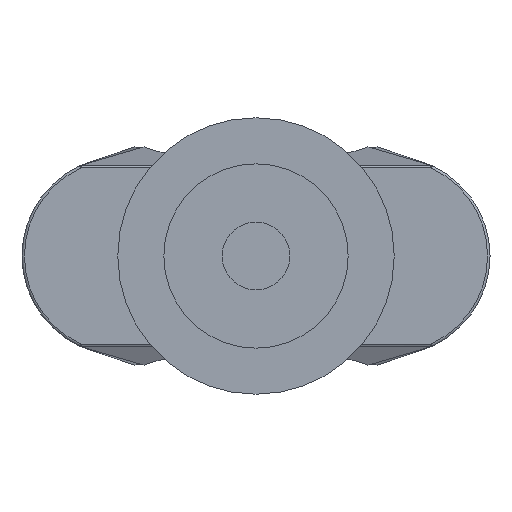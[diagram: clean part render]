
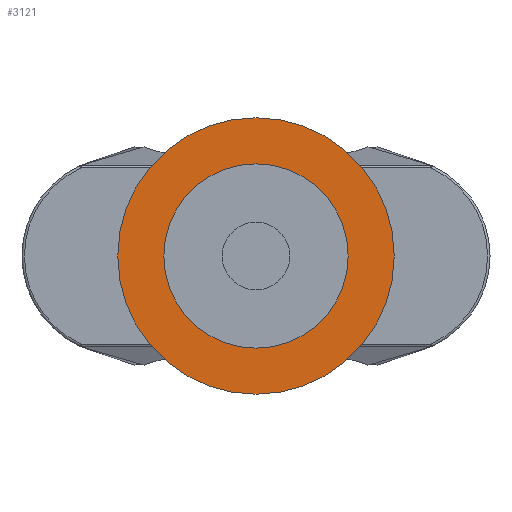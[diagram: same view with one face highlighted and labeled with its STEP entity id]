
A CAD part, front view. The second image highlights one B-rep face of the part: STEP entity #3121.
In plain terms, the highlighted planar face has unit normal (0, -1, 0).
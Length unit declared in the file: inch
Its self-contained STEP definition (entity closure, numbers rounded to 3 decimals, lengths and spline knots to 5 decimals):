
#191 = DIRECTION ( 'NONE',  ( 0., 1., 0. ) ) ;
#220 = EDGE_LOOP ( 'NONE', ( #2152, #401 ) ) ;
#243 = CIRCLE ( 'NONE', #1102, 0.38 ) ;
#397 = AXIS2_PLACEMENT_3D ( 'NONE', #2945, #5268, #2094 ) ;
#401 = ORIENTED_EDGE ( 'NONE', *, *, #732, .F. ) ;
#458 = CARTESIAN_POINT ( 'NONE',  ( -0.38, -1.27748, 0. ) ) ;
#701 = DIRECTION ( 'NONE',  ( 0., -1., 0. ) ) ;
#723 = VERTEX_POINT ( 'NONE', #5607 ) ;
#732 = EDGE_CURVE ( 'NONE', #1925, #723, #2295, .T. ) ;
#858 = FACE_BOUND ( 'NONE', #5595, .T. ) ;
#925 = AXIS2_PLACEMENT_3D ( 'NONE', #5305, #701, #2084 ) ;
#1040 = DIRECTION ( 'NONE',  ( -1., 0., 0. ) ) ;
#1057 = ORIENTED_EDGE ( 'NONE', *, *, #5628, .T. ) ;
#1102 = AXIS2_PLACEMENT_3D ( 'NONE', #3249, #1924, #1040 ) ;
#1145 = VERTEX_POINT ( 'NONE', #1499 ) ;
#1338 = CARTESIAN_POINT ( 'NONE',  ( 0.57, -1.27748, 0. ) ) ;
#1499 = CARTESIAN_POINT ( 'NONE',  ( 0.38, -1.27748, 0. ) ) ;
#1702 = DIRECTION ( 'NONE',  ( -1., 0., 0. ) ) ;
#1924 = DIRECTION ( 'NONE',  ( 0., 1., 0. ) ) ;
#1925 = VERTEX_POINT ( 'NONE', #1338 ) ;
#2084 = DIRECTION ( 'NONE',  ( 1., 0., 0. ) ) ;
#2094 = DIRECTION ( 'NONE',  ( -1., 0., 0. ) ) ;
#2138 = PLANE ( 'NONE',  #925 ) ;
#2152 = ORIENTED_EDGE ( 'NONE', *, *, #5709, .F. ) ;
#2249 = AXIS2_PLACEMENT_3D ( 'NONE', #2874, #191, #3326 ) ;
#2295 = CIRCLE ( 'NONE', #2249, 0.57 ) ;
#2874 = CARTESIAN_POINT ( 'NONE',  ( 0., -1.27748, 0. ) ) ;
#2945 = CARTESIAN_POINT ( 'NONE',  ( 0., -1.27748, 0. ) ) ;
#3121 = ADVANCED_FACE ( 'NONE', ( #858, #5746 ), #2138, .T. ) ;
#3186 = ORIENTED_EDGE ( 'NONE', *, *, #4727, .T. ) ;
#3249 = CARTESIAN_POINT ( 'NONE',  ( 0., -1.27748, 0. ) ) ;
#3315 = AXIS2_PLACEMENT_3D ( 'NONE', #4407, #5835, #1702 ) ;
#3326 = DIRECTION ( 'NONE',  ( -1., 0., 0. ) ) ;
#4366 = CIRCLE ( 'NONE', #3315, 0.57 ) ;
#4407 = CARTESIAN_POINT ( 'NONE',  ( 0., -1.27748, 0. ) ) ;
#4411 = CIRCLE ( 'NONE', #397, 0.38 ) ;
#4727 = EDGE_CURVE ( 'NONE', #1145, #5040, #4411, .T. ) ;
#5040 = VERTEX_POINT ( 'NONE', #458 ) ;
#5268 = DIRECTION ( 'NONE',  ( 0., 1., 0. ) ) ;
#5305 = CARTESIAN_POINT ( 'NONE',  ( -0.38, -1.27748, 0. ) ) ;
#5595 = EDGE_LOOP ( 'NONE', ( #1057, #3186 ) ) ;
#5607 = CARTESIAN_POINT ( 'NONE',  ( -0.57, -1.27748, 0. ) ) ;
#5628 = EDGE_CURVE ( 'NONE', #5040, #1145, #243, .T. ) ;
#5709 = EDGE_CURVE ( 'NONE', #723, #1925, #4366, .T. ) ;
#5746 = FACE_OUTER_BOUND ( 'NONE', #220, .T. ) ;
#5835 = DIRECTION ( 'NONE',  ( 0., 1., 0. ) ) ;
